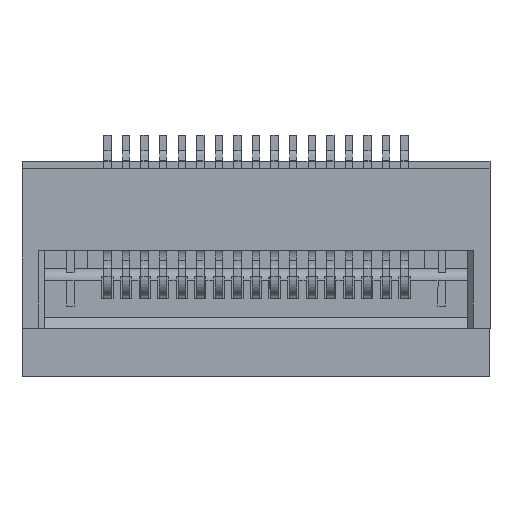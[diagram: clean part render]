
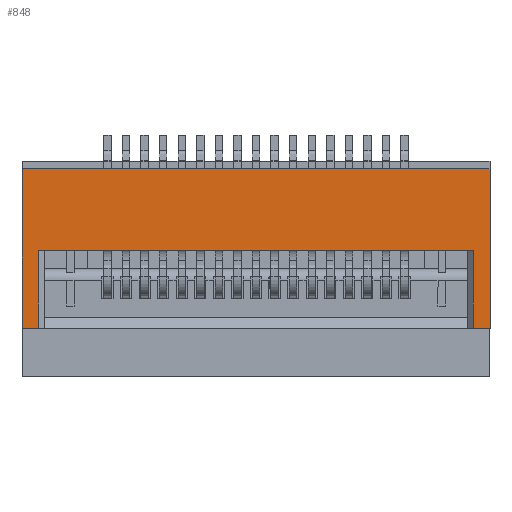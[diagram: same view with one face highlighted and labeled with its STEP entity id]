
A CAD part, top view. The second image highlights one B-rep face of the part: STEP entity #848.
In plain terms, the highlighted planar face has unit normal (0, 0, 1).
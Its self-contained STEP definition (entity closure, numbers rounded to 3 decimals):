
#848 = ADVANCED_FACE( '', ( #1767 ), #1768, .T. );
#1767 = FACE_OUTER_BOUND( '', #2840, .T. );
#1768 = PLANE( '', #2841 );
#2840 = EDGE_LOOP( '', ( #4742, #4743, #4744, #4745, #4746, #4747, #4748, #4749 ) );
#2841 = AXIS2_PLACEMENT_3D( '', #4750, #4751, #4752 );
#4742 = ORIENTED_EDGE( '', *, *, #8110, .T. );
#4743 = ORIENTED_EDGE( '', *, *, #8111, .F. );
#4744 = ORIENTED_EDGE( '', *, *, #8112, .F. );
#4745 = ORIENTED_EDGE( '', *, *, #8113, .F. );
#4746 = ORIENTED_EDGE( '', *, *, #8114, .T. );
#4747 = ORIENTED_EDGE( '', *, *, #8115, .T. );
#4748 = ORIENTED_EDGE( '', *, *, #8116, .T. );
#4749 = ORIENTED_EDGE( '', *, *, #8117, .F. );
#4750 = CARTESIAN_POINT( '', ( 6.3, -2.25, 1.1 ) );
#4751 = DIRECTION( '', ( 0., 0., 1. ) );
#4752 = DIRECTION( '', ( 1., 0., 0. ) );
#8110 = EDGE_CURVE( '', #10194, #10195, #10196, .T. );
#8111 = EDGE_CURVE( '', #10197, #10195, #10198, .T. );
#8112 = EDGE_CURVE( '', #10199, #10197, #10200, .T. );
#8113 = EDGE_CURVE( '', #10201, #10199, #10202, .T. );
#8114 = EDGE_CURVE( '', #10201, #10203, #10204, .T. );
#8115 = EDGE_CURVE( '', #10203, #10205, #10206, .T. );
#8116 = EDGE_CURVE( '', #10205, #10207, #10208, .T. );
#8117 = EDGE_CURVE( '', #10194, #10207, #10209, .T. );
#10194 = VERTEX_POINT( '', #13115 );
#10195 = VERTEX_POINT( '', #13116 );
#10196 = LINE( '', #13117, #13118 );
#10197 = VERTEX_POINT( '', #13119 );
#10198 = LINE( '', #13120, #13121 );
#10199 = VERTEX_POINT( '', #13122 );
#10200 = LINE( '', #13123, #13124 );
#10201 = VERTEX_POINT( '', #13125 );
#10202 = LINE( '', #13126, #13127 );
#10203 = VERTEX_POINT( '', #13128 );
#10204 = LINE( '', #13129, #13130 );
#10205 = VERTEX_POINT( '', #13131 );
#10206 = LINE( '', #13132, #13133 );
#10207 = VERTEX_POINT( '', #13134 );
#10208 = LINE( '', #13135, #13136 );
#10209 = LINE( '', #13137, #13138 );
#13115 = CARTESIAN_POINT( '', ( 6.3, -2.25, 1.1 ) );
#13116 = CARTESIAN_POINT( '', ( 6.3, 2.05, 1.1 ) );
#13117 = CARTESIAN_POINT( '', ( 6.3, -2.25, 1.1 ) );
#13118 = VECTOR( '', #15396, 1000. );
#13119 = CARTESIAN_POINT( '', ( -6.3, 2.05, 1.1 ) );
#13120 = CARTESIAN_POINT( '', ( -7.259, 2.05, 1.1 ) );
#13121 = VECTOR( '', #15397, 1000. );
#13122 = CARTESIAN_POINT( '', ( -6.3, -2.25, 1.1 ) );
#13123 = CARTESIAN_POINT( '', ( -6.3, -2.25, 1.1 ) );
#13124 = VECTOR( '', #15398, 1000. );
#13125 = CARTESIAN_POINT( '', ( -5.85, -2.25, 1.1 ) );
#13126 = CARTESIAN_POINT( '', ( 6.3, -2.25, 1.1 ) );
#13127 = VECTOR( '', #15399, 1000. );
#13128 = CARTESIAN_POINT( '', ( -5.85, -0.15, 1.1 ) );
#13129 = CARTESIAN_POINT( '', ( -5.85, -2.25, 1.1 ) );
#13130 = VECTOR( '', #15400, 1000. );
#13131 = CARTESIAN_POINT( '', ( 5.85, -0.15, 1.1 ) );
#13132 = CARTESIAN_POINT( '', ( 4.55, -0.15, 1.1 ) );
#13133 = VECTOR( '', #15401, 1000. );
#13134 = CARTESIAN_POINT( '', ( 5.85, -2.25, 1.1 ) );
#13135 = CARTESIAN_POINT( '', ( 5.85, -2.25, 1.1 ) );
#13136 = VECTOR( '', #15402, 1000. );
#13137 = CARTESIAN_POINT( '', ( 6.3, -2.25, 1.1 ) );
#13138 = VECTOR( '', #15403, 1000. );
#15396 = DIRECTION( '', ( 0., 1., 0. ) );
#15397 = DIRECTION( '', ( 1., 0., 0. ) );
#15398 = DIRECTION( '', ( 0., 1., 0. ) );
#15399 = DIRECTION( '', ( -1., 0., 0. ) );
#15400 = DIRECTION( '', ( 0., 1., 0. ) );
#15401 = DIRECTION( '', ( 1., 0., 0. ) );
#15402 = DIRECTION( '', ( 0., -1., 0. ) );
#15403 = DIRECTION( '', ( -1., 0., 0. ) );
